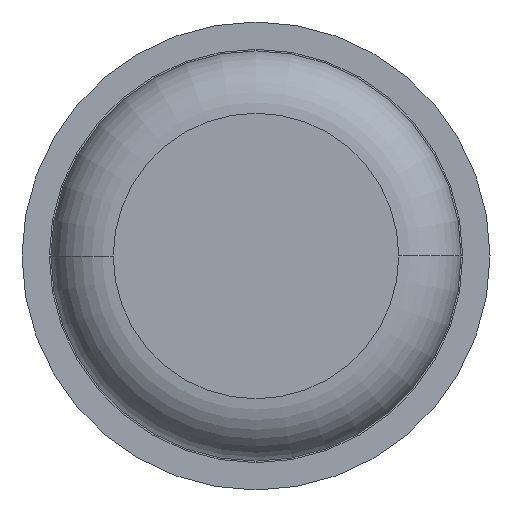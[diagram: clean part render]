
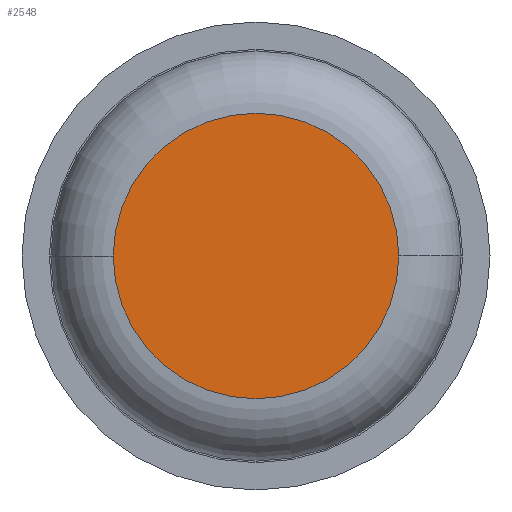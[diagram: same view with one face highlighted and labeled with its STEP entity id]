
A CAD part, front view. The second image highlights one B-rep face of the part: STEP entity #2548.
In plain terms, the highlighted planar face has unit normal (0, -1, 0).
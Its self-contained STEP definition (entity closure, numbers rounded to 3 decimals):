
#16 = FACE_OUTER_BOUND ( 'NONE', #2561, .T. ) ;
#308 = DIRECTION ( 'NONE',  ( 0., -1., 0. ) ) ;
#570 = AXIS2_PLACEMENT_3D ( 'NONE', #3541, #1679, #1960 ) ;
#608 = VERTEX_POINT ( 'NONE', #3124 ) ;
#679 = EDGE_CURVE ( 'Defeature ausgef�hrt1_6+Defeature ausgef�hrt1_7+Defeature ausgef�hrt1_7+Defeature ausgef�hrt1_7', #608, #2386, #2182, .T. ) ;
#883 = ORIENTED_EDGE ( 'NONE', *, *, #679, .T. ) ;
#1469 = CIRCLE ( 'NONE', #570, 0.915 ) ;
#1679 = DIRECTION ( 'NONE',  ( 0., -1., 0. ) ) ;
#1689 = ORIENTED_EDGE ( 'NONE', *, *, #1954, .T. ) ;
#1954 = EDGE_CURVE ( 'Defeature ausgef�hrt1_6+Defeature ausgef�hrt1_7+Defeature ausgef�hrt1_7+Defeature ausgef�hrt1_7', #2386, #608, #1469, .T. ) ;
#1960 = DIRECTION ( 'NONE',  ( -1., 0., 0. ) ) ;
#2182 = CIRCLE ( 'NONE', #3206, 0.915 ) ;
#2386 = VERTEX_POINT ( 'NONE', #3747 ) ;
#2532 = DIRECTION ( 'NONE',  ( -1., 0., 0. ) ) ;
#2548 = ADVANCED_FACE ( 'Defeature ausgef�hrt1_6', ( #16 ), #2882, .F. ) ;
#2561 = EDGE_LOOP ( 'NONE', ( #1689, #883 ) ) ;
#2857 = DIRECTION ( 'NONE',  ( 0., 1., 0. ) ) ;
#2867 = AXIS2_PLACEMENT_3D ( 'NONE', #2873, #2857, #2532 ) ;
#2873 = CARTESIAN_POINT ( 'NONE',  ( 0., 0., 0. ) ) ;
#2882 = PLANE ( 'NONE',  #2867 ) ;
#3113 = DIRECTION ( 'NONE',  ( -1., 0., 0. ) ) ;
#3124 = CARTESIAN_POINT ( 'NONE',  ( 0.915, 0., 0. ) ) ;
#3206 = AXIS2_PLACEMENT_3D ( 'NONE', #3754, #308, #3113 ) ;
#3541 = CARTESIAN_POINT ( 'NONE',  ( 0., 0., 0. ) ) ;
#3747 = CARTESIAN_POINT ( 'NONE',  ( -0.915, 0., 0. ) ) ;
#3754 = CARTESIAN_POINT ( 'NONE',  ( 0., 0., 0. ) ) ;
